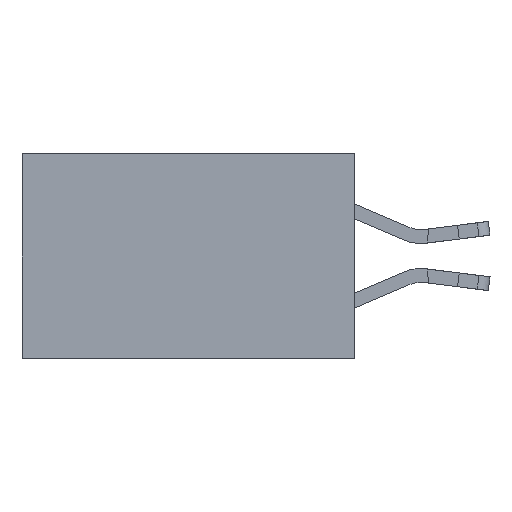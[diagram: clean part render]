
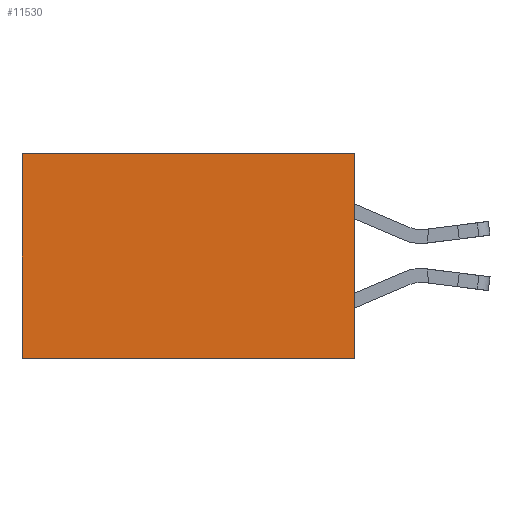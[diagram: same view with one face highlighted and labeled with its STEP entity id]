
A CAD part, left-side view. The second image highlights one B-rep face of the part: STEP entity #11530.
In plain terms, the highlighted planar face has unit normal (-1, 0, 0).
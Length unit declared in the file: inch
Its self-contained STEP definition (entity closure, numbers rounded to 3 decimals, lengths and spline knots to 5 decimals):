
#323 = LINE ( 'NONE', #7660, #10474 ) ;
#426 = ORIENTED_EDGE ( 'NONE', *, *, #18762, .F. ) ;
#573 = ORIENTED_EDGE ( 'NONE', *, *, #19698, .T. ) ;
#1939 = VECTOR ( 'NONE', #5768, 39.37008 ) ;
#1944 = DIRECTION ( 'NONE',  ( 0., 0., -1. ) ) ;
#2243 = VECTOR ( 'NONE', #3245, 39.37008 ) ;
#3245 = DIRECTION ( 'NONE',  ( 0., 1., 0. ) ) ;
#3367 = LINE ( 'NONE', #10104, #18025 ) ;
#3866 = CARTESIAN_POINT ( 'NONE',  ( 0.2615, 0.6, -0.37 ) ) ;
#5399 = EDGE_LOOP ( 'NONE', ( #573, #426, #18459, #22069 ) ) ;
#5768 = DIRECTION ( 'NONE',  ( 0., 0., -1. ) ) ;
#6202 = VERTEX_POINT ( 'NONE', #18907 ) ;
#7078 = CARTESIAN_POINT ( 'NONE',  ( 0.2615, 0., -0.37 ) ) ;
#7409 = VERTEX_POINT ( 'NONE', #16570 ) ;
#7660 = CARTESIAN_POINT ( 'NONE',  ( 0.2615, 0., -0.37 ) ) ;
#8153 = DIRECTION ( 'NONE',  ( 0., 1., 0. ) ) ;
#10104 = CARTESIAN_POINT ( 'NONE',  ( 0.2615, 0., 0. ) ) ;
#10474 = VECTOR ( 'NONE', #1944, 39.37008 ) ;
#10749 = CARTESIAN_POINT ( 'NONE',  ( 0.2615, 0., -0.37 ) ) ;
#10785 = AXIS2_PLACEMENT_3D ( 'NONE', #10749, #23927, #12667 ) ;
#11530 = ADVANCED_FACE ( 'NONE', ( #12034 ), #22066, .F. ) ;
#12034 = FACE_OUTER_BOUND ( 'NONE', #5399, .T. ) ;
#12083 = LINE ( 'NONE', #3866, #1939 ) ;
#12667 = DIRECTION ( 'NONE',  ( 0., 0., -1. ) ) ;
#15693 = EDGE_CURVE ( 'NONE', #6202, #21152, #323, .T. ) ;
#16570 = CARTESIAN_POINT ( 'NONE',  ( 0.2615, 0.6, -0.37 ) ) ;
#18025 = VECTOR ( 'NONE', #8153, 39.37008 ) ;
#18459 = ORIENTED_EDGE ( 'NONE', *, *, #15693, .F. ) ;
#18612 = VERTEX_POINT ( 'NONE', #23742 ) ;
#18762 = EDGE_CURVE ( 'NONE', #21152, #7409, #22417, .T. ) ;
#18907 = CARTESIAN_POINT ( 'NONE',  ( 0.2615, 0., 0. ) ) ;
#19188 = EDGE_CURVE ( 'NONE', #6202, #18612, #3367, .T. ) ;
#19698 = EDGE_CURVE ( 'NONE', #18612, #7409, #12083, .T. ) ;
#20235 = CARTESIAN_POINT ( 'NONE',  ( 0.2615, 0., -0.37 ) ) ;
#21152 = VERTEX_POINT ( 'NONE', #20235 ) ;
#22066 = PLANE ( 'NONE',  #10785 ) ;
#22069 = ORIENTED_EDGE ( 'NONE', *, *, #19188, .T. ) ;
#22417 = LINE ( 'NONE', #7078, #2243 ) ;
#23742 = CARTESIAN_POINT ( 'NONE',  ( 0.2615, 0.6, 0. ) ) ;
#23927 = DIRECTION ( 'NONE',  ( 1., 0., 0. ) ) ;
